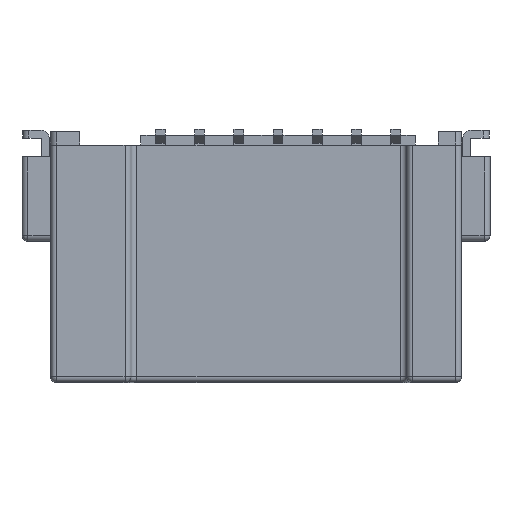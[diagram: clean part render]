
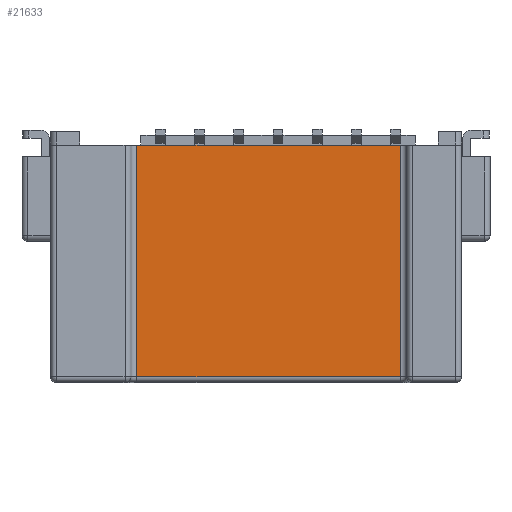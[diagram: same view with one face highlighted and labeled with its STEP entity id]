
A CAD part, front view. The second image highlights one B-rep face of the part: STEP entity #21633.
In plain terms, the highlighted planar face has unit normal (0, -1, 0).
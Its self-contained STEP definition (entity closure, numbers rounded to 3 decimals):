
#1681=DIRECTION('',(0.,0.,1.));
#1682=VECTOR('',#1681,11.8);
#1683=CARTESIAN_POINT('',(6.25,-4.9,-9.7));
#1684=LINE('',#1683,#1682);
#1694=DIRECTION('',(1.,0.,0.));
#1695=VECTOR('',#1694,13.45);
#1696=CARTESIAN_POINT('',(-7.2,-4.9,2.1));
#1697=LINE('',#1696,#1695);
#1698=DIRECTION('',(1.,0.,0.));
#1699=VECTOR('',#1698,13.45);
#1700=CARTESIAN_POINT('',(-7.2,-4.9,-9.7));
#1701=LINE('',#1700,#1699);
#1736=DIRECTION('',(0.,0.,-1.));
#1737=VECTOR('',#1736,11.8);
#1738=CARTESIAN_POINT('',(-7.2,-4.9,2.1));
#1739=LINE('',#1738,#1737);
#16805=CARTESIAN_POINT('',(6.25,-4.9,-9.7));
#16806=VERTEX_POINT('',#16805);
#16811=CARTESIAN_POINT('',(-7.2,-4.9,2.1));
#16812=CARTESIAN_POINT('',(-7.2,-4.9,-9.7));
#16813=VERTEX_POINT('',#16811);
#16814=VERTEX_POINT('',#16812);
#19352=CARTESIAN_POINT('',(6.25,-4.9,2.1));
#19353=VERTEX_POINT('',#19352);
#21620=CARTESIAN_POINT('',(-11.3,-4.9,0.));
#21621=DIRECTION('',(0.,-1.,0.));
#21622=DIRECTION('',(1.,0.,0.));
#21623=AXIS2_PLACEMENT_3D('',#21620,#21621,#21622);
#21624=PLANE('',#21623);
#21625=ORIENTED_EDGE('',*,*,#19977,.T.);
#21626=ORIENTED_EDGE('',*,*,#21611,.F.);
#21628=ORIENTED_EDGE('',*,*,#21627,.F.);
#21630=ORIENTED_EDGE('',*,*,#21629,.F.);
#21631=EDGE_LOOP('',(#21625,#21626,#21628,#21630));
#21632=FACE_OUTER_BOUND('',#21631,.F.);
#21633=ADVANCED_FACE('',(#21632),#21624,.T.);
#19977=EDGE_CURVE('',#16813,#19353,#1697,.T.);
#21611=EDGE_CURVE('',#16806,#19353,#1684,.T.);
#21627=EDGE_CURVE('',#16814,#16806,#1701,.T.);
#21629=EDGE_CURVE('',#16813,#16814,#1739,.T.);
